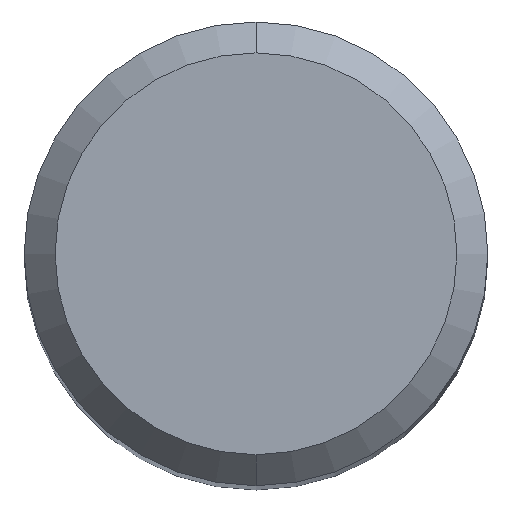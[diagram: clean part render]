
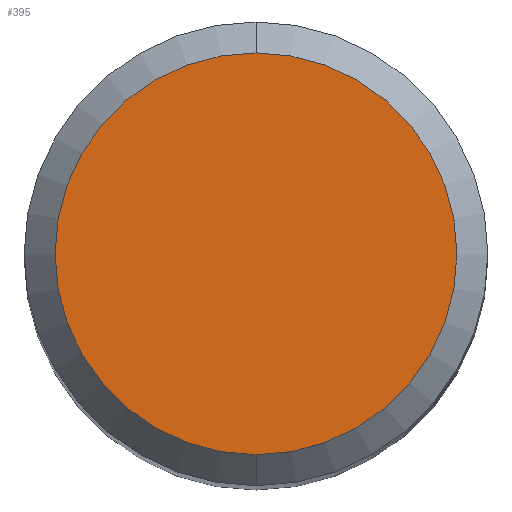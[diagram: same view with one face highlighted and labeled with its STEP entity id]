
A CAD part, top view. The second image highlights one B-rep face of the part: STEP entity #395.
In plain terms, the highlighted planar face has unit normal (0, 0, 1).
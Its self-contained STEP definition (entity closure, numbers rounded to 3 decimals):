
#395=ADVANCED_FACE('',(#1057),#1058,.T.);
#597=EDGE_CURVE('',#981,#673,#1275,.T.);
#647=EDGE_CURVE('',#673,#981,#1332,.T.);
#673=VERTEX_POINT('',#1362);
#981=VERTEX_POINT('',#1702);
#1057=FACE_OUTER_BOUND('',#2036,.T.);
#1058=PLANE('',#2037);
#1275=CIRCLE('',#2689,2.6);
#1332=CIRCLE('',#2789,2.6);
#1362=CARTESIAN_POINT('',(0.0,2.6,0.0));
#1702=CARTESIAN_POINT('',(0.,-2.6,0.0));
#2036=EDGE_LOOP('',(#4028,#4029));
#2037=AXIS2_PLACEMENT_3D('',#4030,#4031,#4032);
#2689=AXIS2_PLACEMENT_3D('',#4212,#4213,#4214);
#2789=AXIS2_PLACEMENT_3D('',#4278,#4279,#4280);
#4028=ORIENTED_EDGE('',*,*,#647,.F.);
#4029=ORIENTED_EDGE('',*,*,#597,.F.);
#4030=CARTESIAN_POINT('',(0.0,1.3,0.0));
#4031=DIRECTION('',(-0.0,0.0,1.0));
#4032=DIRECTION('',(0.0,-1.0,0.0));
#4212=CARTESIAN_POINT('',(0.0,0.0,0.0));
#4213=DIRECTION('',(0.0,0.0,-1.0));
#4214=DIRECTION('',(0.0,1.0,0.0));
#4278=CARTESIAN_POINT('',(0.0,0.0,0.0));
#4279=DIRECTION('',(0.0,0.0,-1.0));
#4280=DIRECTION('',(0.0,1.0,0.0));
